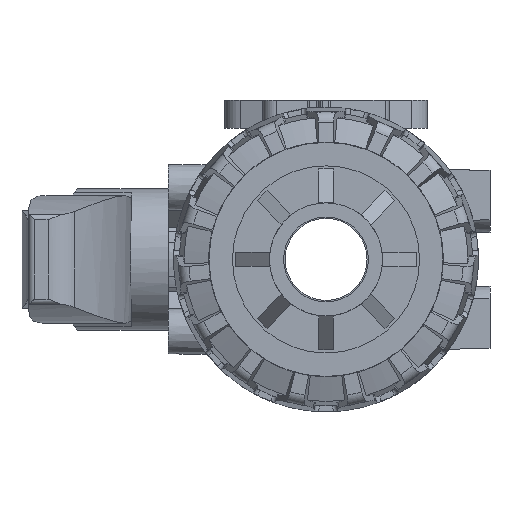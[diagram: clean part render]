
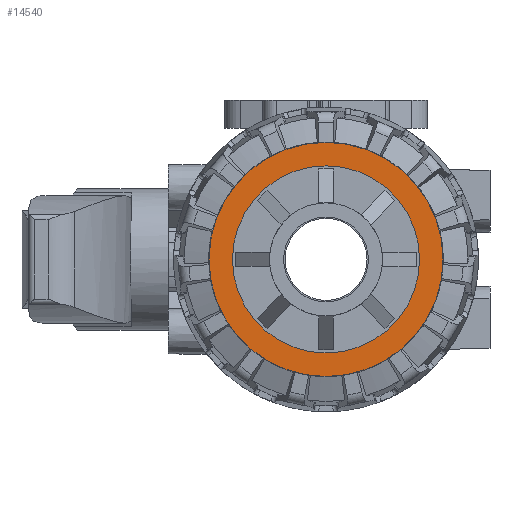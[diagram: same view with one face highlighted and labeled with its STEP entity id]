
A CAD part, left-side view. The second image highlights one B-rep face of the part: STEP entity #14540.
In plain terms, the highlighted face is planar.
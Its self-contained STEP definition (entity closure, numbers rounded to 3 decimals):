
#874=FACE_BOUND($,#3361,.T.);
#875=FACE_BOUND($,#3362,.T.);
#1632=CIRCLE($,#15595,16.55);
#1703=CIRCLE($,#15827,20.7);
#3361=EDGE_LOOP($,(#12885));
#3362=EDGE_LOOP($,(#12886));
#6235=VERTEX_POINT($,#24727);
#6521=VERTEX_POINT($,#26325);
#8137=EDGE_CURVE($,#6235,#6235,#1632,.T.);
#8516=EDGE_CURVE($,#6521,#6521,#1703,.T.);
#12885=ORIENTED_EDGE($,*,*,#8137,.T.);
#12886=ORIENTED_EDGE($,*,*,#8516,.T.);
#13761=PLANE($,#16026);
#14540=ADVANCED_FACE($,(#874,#875),#13761,.T.);
#15595=AXIS2_PLACEMENT_3D($,#24728,#18663,#18664);
#15827=AXIS2_PLACEMENT_3D($,#26326,#19227,#19228);
#16026=AXIS2_PLACEMENT_3D($,#27053,#19705,#19706);
#18663=DIRECTION('center_axis',(0.,-1.,0.));
#18664=DIRECTION('ref_axis',(-1.,0.,0.));
#19227=DIRECTION('center_axis',(0.,1.,0.));
#19228=DIRECTION('ref_axis',(-1.,0.,0.));
#19705=DIRECTION('center_axis',(0.,1.,0.));
#19706=DIRECTION('ref_axis',(0.,0.,1.));
#24727=CARTESIAN_POINT('',(-16.55,21.2,0.));
#24728=CARTESIAN_POINT('Origin',(0.,21.2,0.));
#26325=CARTESIAN_POINT('',(-20.7,21.2,0.));
#26326=CARTESIAN_POINT('Origin',(0.,21.2,0.));
#27053=CARTESIAN_POINT('Origin',(-10.35,21.2,0.));
